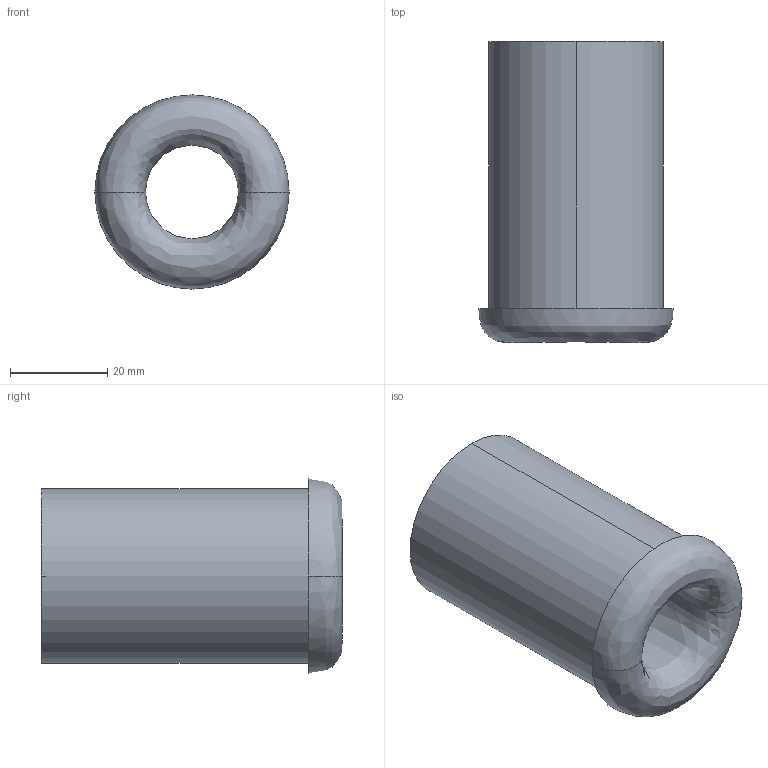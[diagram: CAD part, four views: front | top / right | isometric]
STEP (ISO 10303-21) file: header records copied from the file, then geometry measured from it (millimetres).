
FILE_DESCRIPTION (( 'STEP AP214' ), '1' );
FILE_NAME ('bouchon.STEP', '2024-03-26T20:49:06', ( '' ), ( '' ), 'SwSTEP 2.0', 'SolidWorks 2020', '' );
FILE_SCHEMA (( 'AUTOMOTIVE_DESIGN' ));
Length unit declared in the file: millimetre
Products named in the file (1): bouchon
Bounding box: 40 x 62 x 40 mm (x, y, z)
Volume: 29685.6 mm3; surface area: 12950.4 mm2
Topology: 1 solids, 1 shells, 5 faces, 12 edges, 8 vertices
Faces by surface type: bspline 2, cylinder 2, plane 1
Entity records: 246 total; most frequent: CARTESIAN_POINT 92, DIRECTION 26, ORIENTED_EDGE 24, AXIS2_PLACEMENT_3D 12, EDGE_CURVE 12, VERTEX_POINT 8, CIRCLE 8, EDGE_LOOP 6
